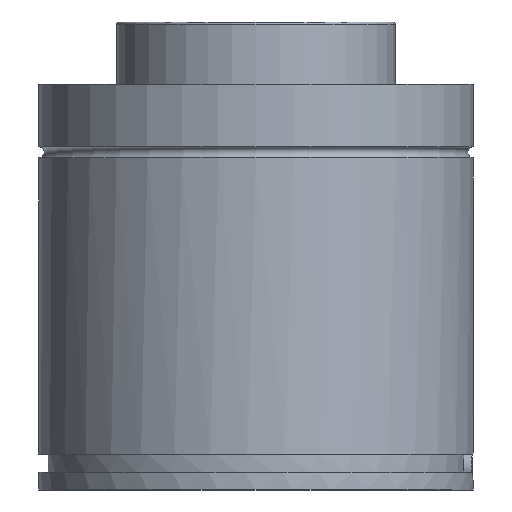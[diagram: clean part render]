
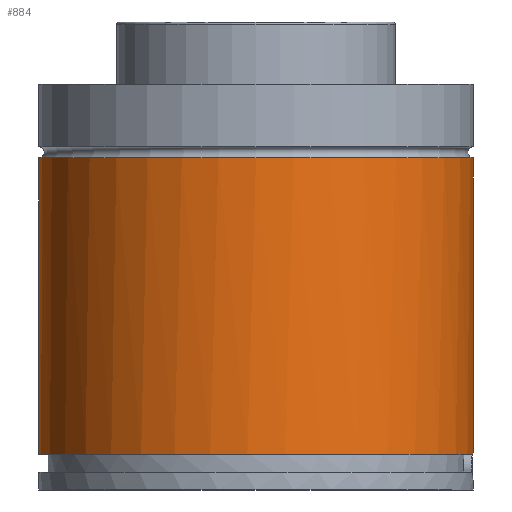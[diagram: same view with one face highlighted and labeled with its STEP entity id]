
A CAD part, left-side view. The second image highlights one B-rep face of the part: STEP entity #884.
In plain terms, the highlighted cylindrical face has radius 97.5 mm (diameter 195 mm), a full revolution.
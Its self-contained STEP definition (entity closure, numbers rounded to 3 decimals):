
#47=B_SPLINE_CURVE_WITH_KNOTS('',3,(#1365,#1366,#1367,#1368,#1369,#1370,
#1371,#1372,#1373,#1374,#1375,#1376,#1377,#1378),.UNSPECIFIED.,.F.,.F.,
(4,2,2,2,2,2,4),(2.993,3.015,3.316,3.618,
3.919,4.221,4.243),.UNSPECIFIED.);
#88=LINE('',#1553,#151);
#151=VECTOR('',#1229,97.5);
#199=CYLINDRICAL_SURFACE('',#1007,97.5);
#225=FACE_OUTER_BOUND('',#273,.T.);
#273=EDGE_LOOP('',(#731,#732,#733,#734,#735,#736));
#308=CIRCLE('',#930,97.5);
#363=CIRCLE('',#1008,97.5);
#364=CIRCLE('',#1009,97.5);
#371=VERTEX_POINT('',#1329);
#384=VERTEX_POINT('',#1363);
#385=VERTEX_POINT('',#1364);
#438=VERTEX_POINT('',#1550);
#466=EDGE_CURVE('',#371,#371,#308,.T.);
#483=EDGE_CURVE('',#384,#385,#47,.F.);
#551=EDGE_CURVE('',#385,#438,#363,.T.);
#552=EDGE_CURVE('',#438,#384,#364,.T.);
#553=EDGE_CURVE('',#438,#371,#88,.T.);
#731=ORIENTED_EDGE('',*,*,#551,.F.);
#732=ORIENTED_EDGE('',*,*,#483,.F.);
#733=ORIENTED_EDGE('',*,*,#552,.F.);
#734=ORIENTED_EDGE('',*,*,#553,.T.);
#735=ORIENTED_EDGE('',*,*,#466,.T.);
#736=ORIENTED_EDGE('',*,*,#553,.F.);
#884=ADVANCED_FACE('',(#225),#199,.T.);
#930=AXIS2_PLACEMENT_3D('',#1330,#1044,#1045);
#1007=AXIS2_PLACEMENT_3D('',#1549,#1223,#1224);
#1008=AXIS2_PLACEMENT_3D('',#1551,#1225,#1226);
#1009=AXIS2_PLACEMENT_3D('',#1552,#1227,#1228);
#1044=DIRECTION('center_axis',(0.,0.,-1.));
#1045=DIRECTION('ref_axis',(-1.,0.,0.));
#1223=DIRECTION('center_axis',(0.,0.,-1.));
#1224=DIRECTION('ref_axis',(-1.,0.,0.));
#1225=DIRECTION('center_axis',(0.,0.,-1.));
#1226=DIRECTION('ref_axis',(-1.,0.,0.));
#1227=DIRECTION('center_axis',(0.,0.,-1.));
#1228=DIRECTION('ref_axis',(-1.,0.,0.));
#1229=DIRECTION('',(0.,0.,1.));
#1329=CARTESIAN_POINT('',(97.5,0.,149.));
#1330=CARTESIAN_POINT('Origin',(0.,0.,149.));
#1363=CARTESIAN_POINT('',(5.809,-97.327,16.));
#1364=CARTESIAN_POINT('',(-5.809,-97.327,16.));
#1365=CARTESIAN_POINT('Ctrl Pts',(-5.809,-97.327,16.));
#1366=CARTESIAN_POINT('Ctrl Pts',(-5.759,-97.33,16.053));
#1367=CARTESIAN_POINT('Ctrl Pts',(-5.708,-97.333,16.106));
#1368=CARTESIAN_POINT('Ctrl Pts',(-4.947,-97.377,16.867));
#1369=CARTESIAN_POINT('Ctrl Pts',(-4.048,-97.421,17.482));
#1370=CARTESIAN_POINT('Ctrl Pts',(-2.077,-97.483,18.299));
#1371=CARTESIAN_POINT('Ctrl Pts',(-1.005,-97.5,18.5));
#1372=CARTESIAN_POINT('Ctrl Pts',(1.005,-97.5,18.5));
#1373=CARTESIAN_POINT('Ctrl Pts',(2.077,-97.483,18.299));
#1374=CARTESIAN_POINT('Ctrl Pts',(4.048,-97.421,17.482));
#1375=CARTESIAN_POINT('Ctrl Pts',(4.947,-97.377,16.867));
#1376=CARTESIAN_POINT('Ctrl Pts',(5.708,-97.333,16.106));
#1377=CARTESIAN_POINT('Ctrl Pts',(5.759,-97.33,16.053));
#1378=CARTESIAN_POINT('Ctrl Pts',(5.809,-97.327,16.));
#1549=CARTESIAN_POINT('Origin',(0.,0.,0.));
#1550=CARTESIAN_POINT('',(97.5,0.,16.));
#1551=CARTESIAN_POINT('Origin',(0.,0.,16.));
#1552=CARTESIAN_POINT('Origin',(0.,0.,16.));
#1553=CARTESIAN_POINT('',(97.5,0.,0.));
